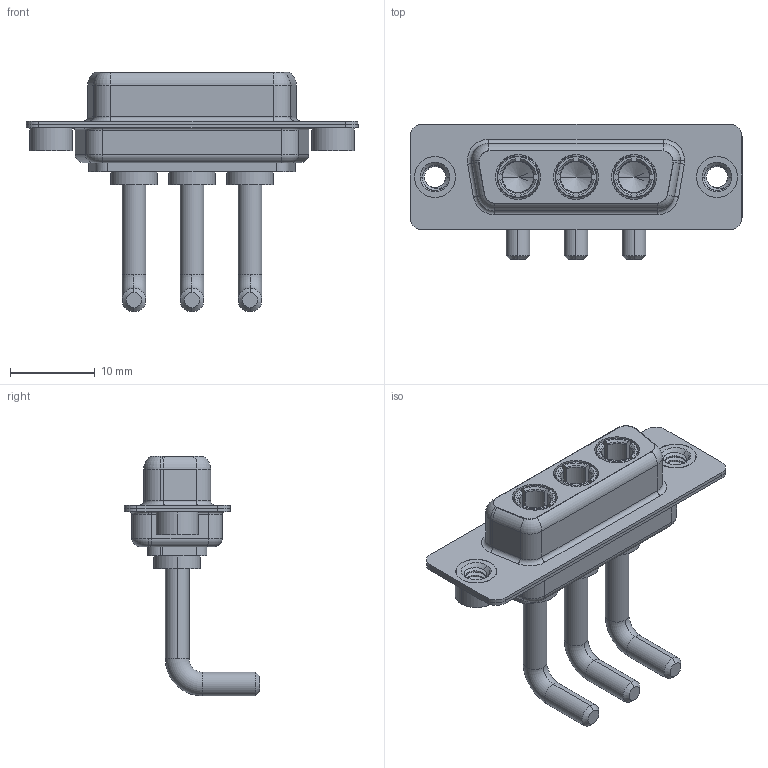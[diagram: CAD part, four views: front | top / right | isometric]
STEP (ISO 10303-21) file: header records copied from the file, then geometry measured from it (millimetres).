
FILE_DESCRIPTION (( 'STEP AP203' ), '1' );
FILE_NAME ('630-3W3-250-2NA.STEP', '2022-05-27T17:39:03', ( '' ), ( '' ), 'SwSTEP 2.0', 'SolidWorks 2020', '' );
FILE_SCHEMA (( 'CONFIG_CONTROL_DESIGN' ));
Length unit declared in the file: millimetre
Products named in the file (6): 630Combo Threaded Rivet_A; 630Combo Housing_3W3; Power Socket_Ext 20A RA; 630-3W3-250-2NA; 630Combo Shell Front_15 Contacts; 630Combo Shell Rear_15 Contacts
Assembly tree (8 placements, depth 2):
  630-3W3-250-2NA
    630Combo Housing_3W3
    630Combo Shell Front_15 Contacts
    630Combo Shell Rear_15 Contacts
    630Combo Threaded Rivet_A  x2
    Power Socket_Ext 20A RA  x3
Bounding box: 39.2 x 16 x 28.33 mm (x, y, z)
Volume: 2767.7 mm3; surface area: 6116.1 mm2
Topology: 11 solids, 11 shells, 507 faces, 1289 edges, 818 vertices
Faces by surface type: cylinder 210, plane 154, torus 75, cone 59, bspline 9
Entity records: 12283 total; most frequent: CARTESIAN_POINT 3569, DIRECTION 1770, ORIENTED_EDGE 1646, EDGE_CURVE 823, AXIS2_PLACEMENT_3D 720, VERTEX_POINT 520, CIRCLE 382, EDGE_LOOP 367
